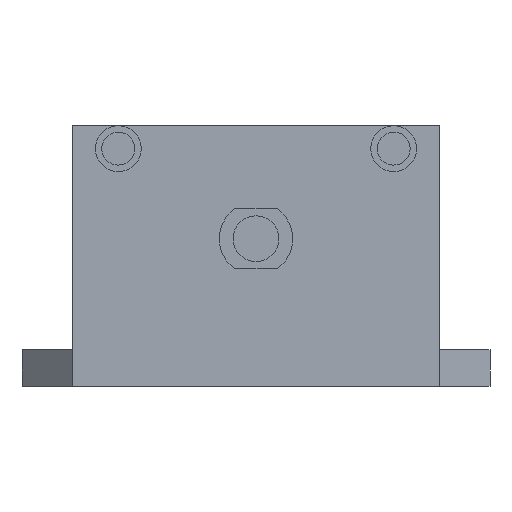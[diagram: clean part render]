
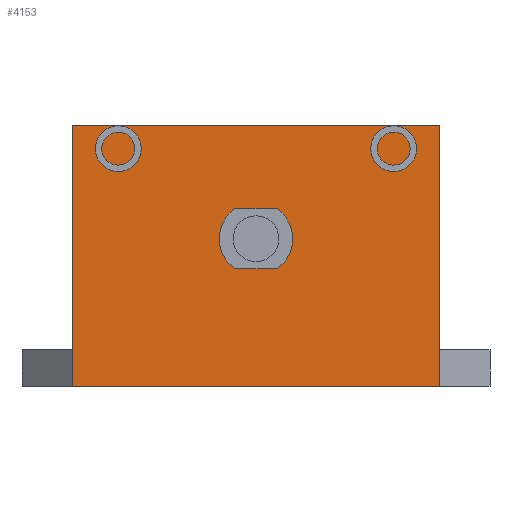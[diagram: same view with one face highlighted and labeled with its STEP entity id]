
A CAD part, front view. The second image highlights one B-rep face of the part: STEP entity #4153.
In plain terms, the highlighted planar face has unit normal (0, -1, 0).
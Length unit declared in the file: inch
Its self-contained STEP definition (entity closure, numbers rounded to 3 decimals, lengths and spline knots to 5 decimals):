
#3611=PLANE('',#11873);
#4153=ADVANCED_FACE('',(#4743),#3611,.F.);
#4743=FACE_OUTER_BOUND('',#5239,.T.);
#5239=EDGE_LOOP('',(#8559,#8560,#8561,#8562));
#5909=LINE('',#16243,#6661);
#5910=LINE('',#16246,#6662);
#5911=LINE('',#16248,#6663);
#5912=LINE('',#16250,#6664);
#6661=VECTOR('',#13960,1.);
#6662=VECTOR('',#13961,1.);
#6663=VECTOR('',#13962,1.);
#6664=VECTOR('',#13963,1.);
#8559=ORIENTED_EDGE('',*,*,#10577,.T.);
#8560=ORIENTED_EDGE('',*,*,#10578,.F.);
#8561=ORIENTED_EDGE('',*,*,#10579,.F.);
#8562=ORIENTED_EDGE('',*,*,#10580,.T.);
#9558=VERTEX_POINT('',#16244);
#9559=VERTEX_POINT('',#16245);
#9560=VERTEX_POINT('',#16247);
#9561=VERTEX_POINT('',#16249);
#10577=EDGE_CURVE('',#9558,#9559,#5909,.T.);
#10578=EDGE_CURVE('',#9560,#9559,#5910,.T.);
#10579=EDGE_CURVE('',#9561,#9560,#5911,.T.);
#10580=EDGE_CURVE('',#9561,#9558,#5912,.T.);
#11873=AXIS2_PLACEMENT_3D('',#16251,#13964,#13965);
#13960=DIRECTION('',(1.,0.,0.));
#13961=DIRECTION('',(0.,0.,-1.));
#13962=DIRECTION('',(1.,0.,0.));
#13963=DIRECTION('',(0.,0.,-1.));
#13964=DIRECTION('',(0.,1.,0.));
#13965=DIRECTION('',(0.,0.,1.));
#16243=CARTESIAN_POINT('',(0.,0.,0.));
#16244=CARTESIAN_POINT('',(0.,0.,0.));
#16245=CARTESIAN_POINT('',(1.,0.,0.));
#16246=CARTESIAN_POINT('',(1.,0.,0.71));
#16247=CARTESIAN_POINT('',(1.,0.,0.71));
#16248=CARTESIAN_POINT('',(0.,0.,0.71));
#16249=CARTESIAN_POINT('',(0.,0.,0.71));
#16250=CARTESIAN_POINT('',(0.,0.,0.71));
#16251=CARTESIAN_POINT('',(0.,0.,0.71));
